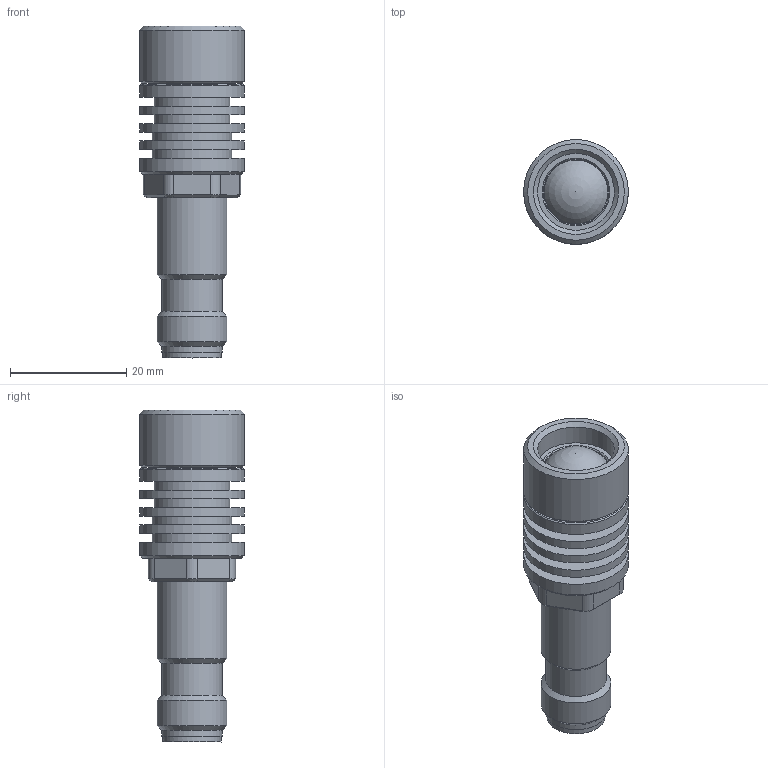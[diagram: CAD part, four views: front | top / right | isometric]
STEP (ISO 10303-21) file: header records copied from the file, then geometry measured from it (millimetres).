
FILE_DESCRIPTION(/* description */ ('Unknown'),/* implementation_level */ '2;1');
FILE_NAME(/* name */ 'SP2-12-Customers',/* time_stamp */ '2025-04-17T09:01:16+02:00',/* author */ ('Unknown'),/* organization */ ('Smartview s. r. o.'),/* preprocessor_version */ 'ST-DEVELOPER v18.1',/* originating_system */ 'Solid Edge',/* authorisation */ 'Unknown');
FILE_SCHEMA (('AUTOMOTIVE_DESIGN {1 0 10303 214 3 1 1}'));
Length unit declared in the file: millimetre
Products named in the file (1): SP2-12-Customers
Bounding box: 18 x 18 x 57.02 mm (x, y, z)
Volume: 8452.7 mm3; surface area: 4633.4 mm2
Topology: 1 solids, 1 shells, 140 faces, 320 edges, 207 vertices
Faces by surface type: plane 79, cylinder 39, cone 16, torus 5, sphere 1
Full cylindrical faces by diameter (mm): 1 x4, 8.5 x1, 10 x1, 10.4 x2, 11.2 x1, 11.8 x1, 12 x2, 13 x2, 13.2 x1, 13.6 x2, 14.935 x1, 18 x6
Entity records: 3641 total; most frequent: DIRECTION 645, CARTESIAN_POINT 607, ORIENTED_EDGE 534, EDGE_CURVE 267, AXIS2_PLACEMENT_3D 239, EDGE_LOOP 204, FACE_BOUND 204, VERTEX_POINT 193
